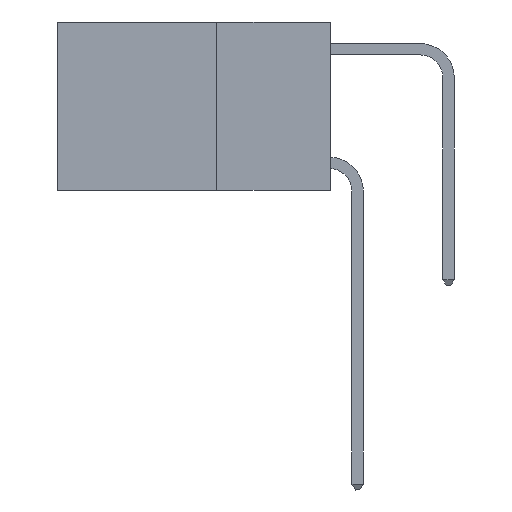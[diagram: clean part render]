
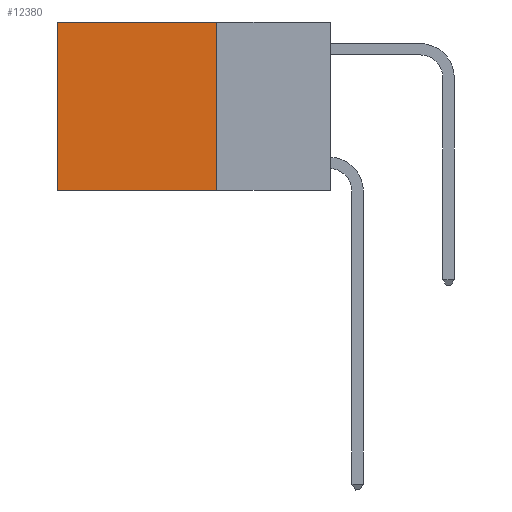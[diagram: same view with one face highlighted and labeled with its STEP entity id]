
A CAD part, left-side view. The second image highlights one B-rep face of the part: STEP entity #12380.
In plain terms, the highlighted planar face has unit normal (-1, 0, 0).
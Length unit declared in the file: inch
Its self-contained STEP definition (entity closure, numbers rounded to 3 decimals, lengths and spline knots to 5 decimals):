
#549 = VERTEX_POINT ( 'NONE', #5337 ) ;
#558 = VECTOR ( 'NONE', #8635, 39.37008 ) ;
#663 = CARTESIAN_POINT ( 'NONE',  ( 0.2625, 0.25, 0. ) ) ;
#714 = DIRECTION ( 'NONE',  ( 1., 0., 0. ) ) ;
#973 = CARTESIAN_POINT ( 'NONE',  ( 0.2625, 0.6, -0.37 ) ) ;
#1221 = CARTESIAN_POINT ( 'NONE',  ( 0.2625, 0.25, -0.37 ) ) ;
#1692 = CARTESIAN_POINT ( 'NONE',  ( 0.2625, 0.6, 0. ) ) ;
#1699 = VERTEX_POINT ( 'NONE', #973 ) ;
#1903 = LINE ( 'NONE', #1692, #11386 ) ;
#2098 = VECTOR ( 'NONE', #2229, 39.37008 ) ;
#2099 = VERTEX_POINT ( 'NONE', #10281 ) ;
#2229 = DIRECTION ( 'NONE',  ( 0., 1., 0. ) ) ;
#2242 = EDGE_CURVE ( 'NONE', #2099, #10707, #5893, .T. ) ;
#2331 = DIRECTION ( 'NONE',  ( 0., 1., 0. ) ) ;
#2344 = ORIENTED_EDGE ( 'NONE', *, *, #3335, .T. ) ;
#3335 = EDGE_CURVE ( 'NONE', #2099, #549, #4625, .T. ) ;
#4625 = LINE ( 'NONE', #8273, #7298 ) ;
#4695 = DIRECTION ( 'NONE',  ( 0., 0., -1. ) ) ;
#4734 = LINE ( 'NONE', #7219, #2098 ) ;
#5337 = CARTESIAN_POINT ( 'NONE',  ( 0.2625, 0.6, 0. ) ) ;
#5893 = LINE ( 'NONE', #663, #558 ) ;
#6032 = EDGE_LOOP ( 'NONE', ( #6726, #8182, #10087, #2344 ) ) ;
#6726 = ORIENTED_EDGE ( 'NONE', *, *, #6909, .T. ) ;
#6731 = CARTESIAN_POINT ( 'NONE',  ( 0.2625, 0.25, 0. ) ) ;
#6909 = EDGE_CURVE ( 'NONE', #549, #1699, #1903, .T. ) ;
#7219 = CARTESIAN_POINT ( 'NONE',  ( 0.2625, 0.25, -0.37 ) ) ;
#7298 = VECTOR ( 'NONE', #2331, 39.37008 ) ;
#7728 = DIRECTION ( 'NONE',  ( 0., 0., -1. ) ) ;
#8182 = ORIENTED_EDGE ( 'NONE', *, *, #9523, .F. ) ;
#8273 = CARTESIAN_POINT ( 'NONE',  ( 0.2625, 0.25, 0. ) ) ;
#8635 = DIRECTION ( 'NONE',  ( 0., 0., -1. ) ) ;
#9523 = EDGE_CURVE ( 'NONE', #10707, #1699, #4734, .T. ) ;
#10087 = ORIENTED_EDGE ( 'NONE', *, *, #2242, .F. ) ;
#10281 = CARTESIAN_POINT ( 'NONE',  ( 0.2625, 0.25, 0. ) ) ;
#10536 = PLANE ( 'NONE',  #11525 ) ;
#10707 = VERTEX_POINT ( 'NONE', #1221 ) ;
#11386 = VECTOR ( 'NONE', #4695, 39.37008 ) ;
#11525 = AXIS2_PLACEMENT_3D ( 'NONE', #6731, #714, #7728 ) ;
#11644 = FACE_OUTER_BOUND ( 'NONE', #6032, .T. ) ;
#12380 = ADVANCED_FACE ( 'NONE', ( #11644 ), #10536, .F. ) ;
